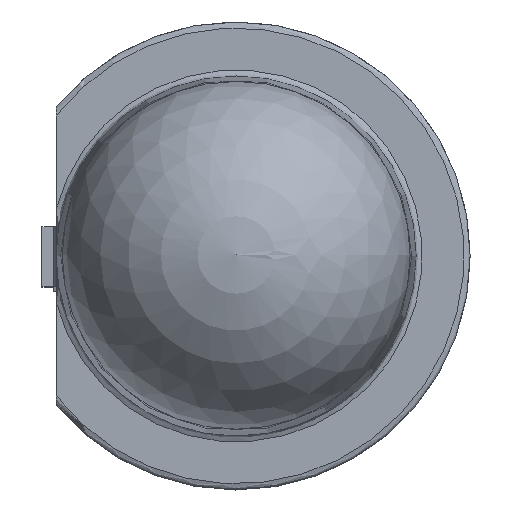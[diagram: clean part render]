
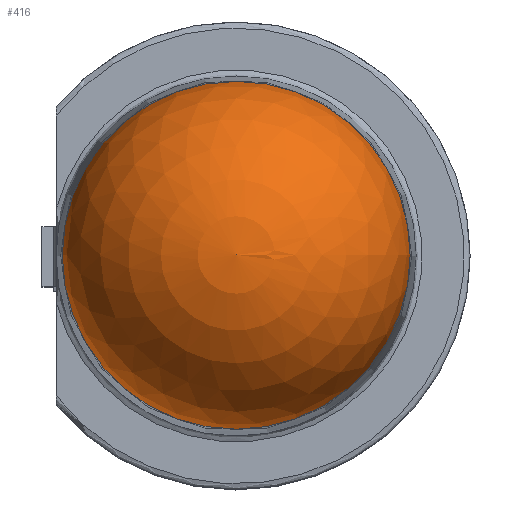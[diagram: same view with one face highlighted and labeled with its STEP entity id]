
A CAD part, top view. The second image highlights one B-rep face of the part: STEP entity #416.
In plain terms, the highlighted spherical face has radius 1.45 mm.
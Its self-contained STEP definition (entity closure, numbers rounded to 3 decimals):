
#398=VERTEX_POINT('',#399);
#399=CARTESIAN_POINT('',(1.45,0.,3.85));
#404=EDGE_CURVE('',#398,#398,#405,.T.);
#405=CIRCLE('',#406,1.45);
#406=AXIS2_PLACEMENT_3D('',#407,#408,#409);
#407=CARTESIAN_POINT('',(0.,0.,3.85));
#408=DIRECTION('',(0.,0.,-1.0));
#409=DIRECTION('',(1.0,0.,0.));
#416=ADVANCED_FACE('',(#417),#433,.T.);
#417=FACE_BOUND('',#418,.T.);
#418=EDGE_LOOP('',(#419,#420,#432));
#419=ORIENTED_EDGE('',*,*,#404,.F.);
#420=ORIENTED_EDGE('',*,*,#421,.T.);
#421=EDGE_CURVE('',#398,#422,#424,.F.);
#422=VERTEX_POINT('',#423);
#423=CARTESIAN_POINT('',(0.,0.,5.3));
#424=B_SPLINE_CURVE_WITH_KNOTS('',6,(#425,#426,#427,#428,#429,#430,#431),.UNSPECIFIED.,.F.,.U.,(7,7),(-1.571,0.0),.PIECEWISE_BEZIER_KNOTS.);
#425=CARTESIAN_POINT('',(0.,0.,5.3));
#426=CARTESIAN_POINT('',(0.38,0.,5.3));
#427=CARTESIAN_POINT('',(0.759,0.,5.181));
#428=CARTESIAN_POINT('',(1.092,0.,4.942));
#429=CARTESIAN_POINT('',(1.331,0.,4.609));
#430=CARTESIAN_POINT('',(1.45,0.,4.23));
#431=CARTESIAN_POINT('',(1.45,0.,3.85));
#432=ORIENTED_EDGE('',*,*,#421,.F.);
#433=SPHERICAL_SURFACE('',#434,1.45);
#434=AXIS2_PLACEMENT_3D('',#435,#436,#437);
#435=CARTESIAN_POINT('',(0.,0.,3.85));
#436=DIRECTION('',(0.,0.,-1.0));
#437=DIRECTION('',(1.0,0.,0.));
